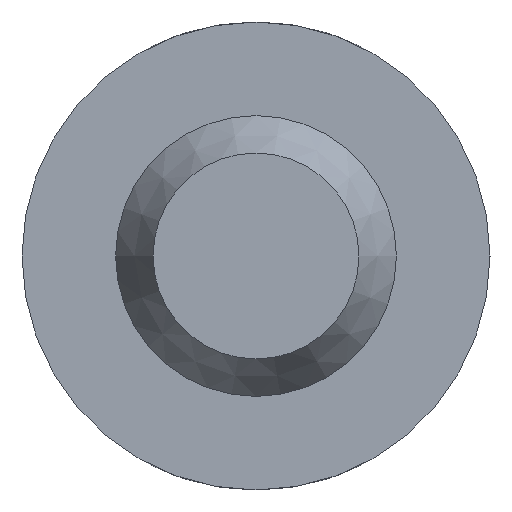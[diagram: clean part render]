
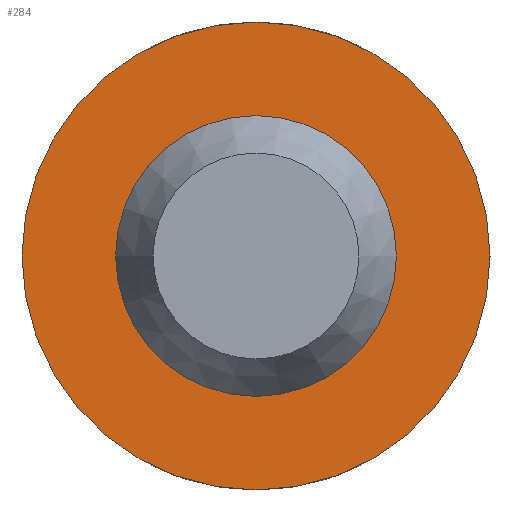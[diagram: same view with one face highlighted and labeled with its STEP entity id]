
A CAD part, left-side view. The second image highlights one B-rep face of the part: STEP entity #284.
In plain terms, the highlighted planar face has unit normal (-1, 0, 0).
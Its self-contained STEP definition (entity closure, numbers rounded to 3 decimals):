
#22=FACE_BOUND('',#82,.T.);
#34=CIRCLE('',#320,5.);
#35=CIRCLE('',#321,5.);
#38=CIRCLE('',#325,2.8);
#61=FACE_OUTER_BOUND('',#81,.T.);
#81=EDGE_LOOP('',(#227,#228));
#82=EDGE_LOOP('',(#229));
#132=VERTEX_POINT('',#482);
#133=VERTEX_POINT('',#484);
#135=VERTEX_POINT('',#490);
#164=EDGE_CURVE('',#132,#133,#34,.T.);
#165=EDGE_CURVE('',#133,#132,#35,.T.);
#168=EDGE_CURVE('',#135,#135,#38,.T.);
#227=ORIENTED_EDGE('',*,*,#165,.F.);
#228=ORIENTED_EDGE('',*,*,#164,.F.);
#229=ORIENTED_EDGE('',*,*,#168,.F.);
#272=PLANE('',#329);
#284=ADVANCED_FACE('',(#61,#22),#272,.T.);
#320=AXIS2_PLACEMENT_3D('',#485,#386,#387);
#321=AXIS2_PLACEMENT_3D('',#486,#388,#389);
#325=AXIS2_PLACEMENT_3D('',#492,#396,#397);
#329=AXIS2_PLACEMENT_3D('',#499,#405,#406);
#386=DIRECTION('center_axis',(1.,0.,0.));
#387=DIRECTION('ref_axis',(0.,0.,-1.));
#388=DIRECTION('center_axis',(1.,0.,0.));
#389=DIRECTION('ref_axis',(0.,0.,-1.));
#396=DIRECTION('center_axis',(-1.,0.,0.));
#397=DIRECTION('ref_axis',(0.,0.,-1.));
#405=DIRECTION('center_axis',(-1.,0.,0.));
#406=DIRECTION('ref_axis',(0.,0.,1.));
#482=CARTESIAN_POINT('',(6.,-5.,0.));
#484=CARTESIAN_POINT('',(6.,5.,0.));
#485=CARTESIAN_POINT('Origin',(6.,0.,0.));
#486=CARTESIAN_POINT('Origin',(6.,0.,0.));
#490=CARTESIAN_POINT('',(6.,0.,2.8));
#492=CARTESIAN_POINT('Origin',(6.,0.,0.));
#499=CARTESIAN_POINT('Origin',(6.,5.,0.));
